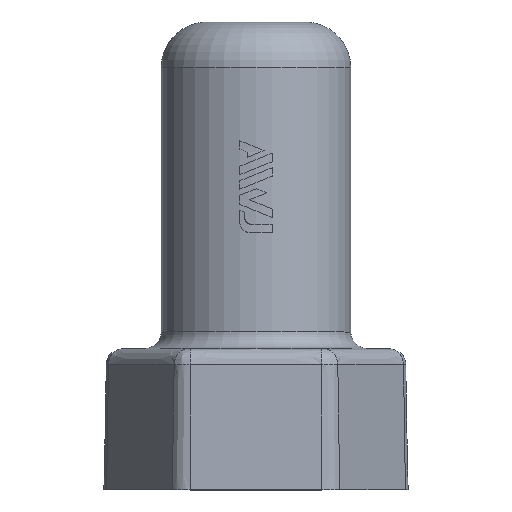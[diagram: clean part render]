
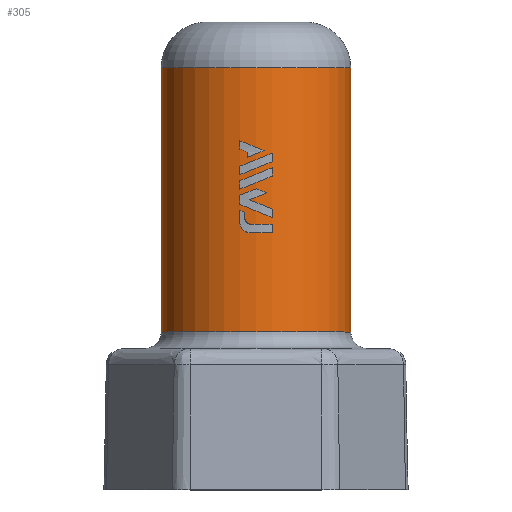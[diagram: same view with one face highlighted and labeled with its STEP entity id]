
A CAD part, top view. The second image highlights one B-rep face of the part: STEP entity #305.
In plain terms, the highlighted cylindrical face has radius 14.5 mm (diameter 29 mm), a partial arc.
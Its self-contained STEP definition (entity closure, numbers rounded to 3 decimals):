
#305=ADVANCED_FACE('',(#1149),#1150,.T.);
#1149=FACE_OUTER_BOUND('',#2755,.T.);
#1150=CYLINDRICAL_SURFACE('',#2756,14.5);
#2755=EDGE_LOOP('',(#9408,#9409,#9410,#9411));
#2756=AXIS2_PLACEMENT_3D('',#9412,#9413,#9414);
#9408=ORIENTED_EDGE('',*,*,#11818,.T.);
#9409=ORIENTED_EDGE('',*,*,#11908,.T.);
#9410=ORIENTED_EDGE('',*,*,#11820,.T.);
#9411=ORIENTED_EDGE('',*,*,#11823,.T.);
#9412=CARTESIAN_POINT('',(0.0,19.0,0.0));
#9413=DIRECTION('',(0.,1.0,0.));
#9414=DIRECTION('',(1.0,0.,0.));
#11818=EDGE_CURVE('',#13564,#13565,#13566,.T.);
#11820=EDGE_CURVE('',#13569,#13567,#13570,.T.);
#11823=EDGE_CURVE('',#13567,#13564,#13574,.F.);
#11908=EDGE_CURVE('',#13565,#13569,#13738,.T.);
#13564=VERTEX_POINT('',#16614);
#13565=VERTEX_POINT('',#16615);
#13566=LINE('',#16616,#16617);
#13567=VERTEX_POINT('',#16618);
#13569=VERTEX_POINT('',#16620);
#13570=LINE('',#16621,#16622);
#13574=CIRCLE('',#16626,14.5);
#13738=CIRCLE('',#16973,14.5);
#16614=CARTESIAN_POINT('',(14.5,24.111,0.));
#16615=CARTESIAN_POINT('',(14.5,64.5,0.));
#16616=CARTESIAN_POINT('',(14.5,44.305,0.));
#16617=VECTOR('',#23455,1.0);
#16618=CARTESIAN_POINT('',(-14.5,24.111,0.));
#16620=CARTESIAN_POINT('',(-14.5,64.5,0.));
#16621=CARTESIAN_POINT('',(-14.5,44.305,0.));
#16622=VECTOR('',#23459,1.0);
#16626=AXIS2_PLACEMENT_3D('',#23466,#23467,#23468);
#16973=AXIS2_PLACEMENT_3D('',#23533,#23534,#23535);
#23455=DIRECTION('',(0.,1.0,0.));
#23459=DIRECTION('',(0.,-1.0,0.));
#23466=CARTESIAN_POINT('',(0.,24.111,0.));
#23467=DIRECTION('',(0.,-1.0,0.));
#23468=DIRECTION('',(1.0,0.,0.));
#23533=CARTESIAN_POINT('',(0.,64.5,0.));
#23534=DIRECTION('',(0.,-1.0,0.));
#23535=DIRECTION('',(1.0,0.,0.));
